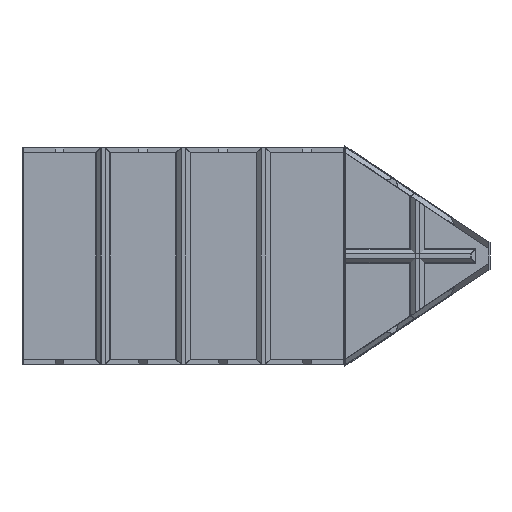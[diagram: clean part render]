
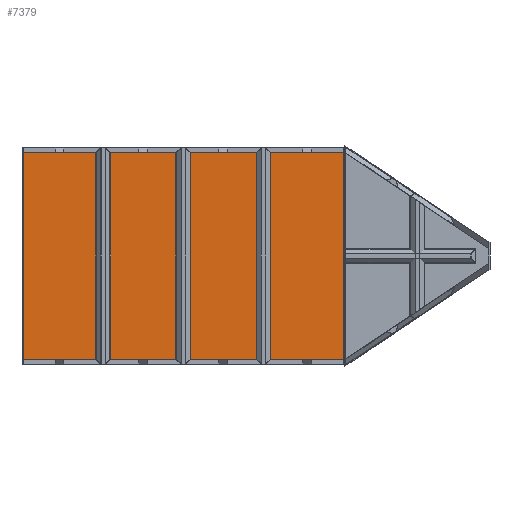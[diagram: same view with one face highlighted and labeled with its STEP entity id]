
A CAD part, front view. The second image highlights one B-rep face of the part: STEP entity #7379.
In plain terms, the highlighted planar face has unit normal (0, -1, 0).
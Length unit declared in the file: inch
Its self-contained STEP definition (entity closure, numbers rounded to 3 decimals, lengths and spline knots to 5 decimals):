
#2595 = CARTESIAN_POINT ( 'NONE',  ( 35.75, -0.25, -23.05 ) ) ;
#2626 = CARTESIAN_POINT ( 'NONE',  ( 0., -0.25, -23.05 ) ) ;
#3523 = VERTEX_POINT ( 'NONE', #8943 ) ;
#3662 = VECTOR ( 'NONE', #16398, 39.37008 ) ;
#4318 = VECTOR ( 'NONE', #18814, 39.37008 ) ;
#6089 = LINE ( 'NONE', #18688, #8991 ) ;
#7379 = ADVANCED_FACE ( 'NONE', ( #13289 ), #18028, .T. ) ;
#7426 = LINE ( 'NONE', #2626, #3662 ) ;
#8943 = CARTESIAN_POINT ( 'NONE',  ( 35.75, -0.25, 23.05 ) ) ;
#8991 = VECTOR ( 'NONE', #18589, 39.37008 ) ;
#9006 = ORIENTED_EDGE ( 'NONE', *, *, #20509, .F. ) ;
#9447 = ORIENTED_EDGE ( 'NONE', *, *, #14306, .F. ) ;
#9516 = VERTEX_POINT ( 'NONE', #12252 ) ;
#11085 = VECTOR ( 'NONE', #11526, 39.37008 ) ;
#11345 = VERTEX_POINT ( 'NONE', #2595 ) ;
#11526 = DIRECTION ( 'NONE',  ( 1., 0., 0. ) ) ;
#11878 = CARTESIAN_POINT ( 'NONE',  ( -35.75, -0.25, 0. ) ) ;
#12252 = CARTESIAN_POINT ( 'NONE',  ( -35.75, -0.25, 23.05 ) ) ;
#12445 = DIRECTION ( 'NONE',  ( 0., -1., 0. ) ) ;
#12540 = CARTESIAN_POINT ( 'NONE',  ( 0., -0.25, 0. ) ) ;
#13289 = FACE_OUTER_BOUND ( 'NONE', #18315, .T. ) ;
#14262 = VERTEX_POINT ( 'NONE', #14958 ) ;
#14306 = EDGE_CURVE ( 'NONE', #9516, #3523, #17835, .T. ) ;
#14741 = CARTESIAN_POINT ( 'NONE',  ( 0., -0.25, 23.05 ) ) ;
#14958 = CARTESIAN_POINT ( 'NONE',  ( -35.75, -0.25, -23.05 ) ) ;
#14964 = AXIS2_PLACEMENT_3D ( 'NONE', #12540, #12445, #20206 ) ;
#16143 = ORIENTED_EDGE ( 'NONE', *, *, #19835, .F. ) ;
#16398 = DIRECTION ( 'NONE',  ( -1., 0., 0. ) ) ;
#16993 = EDGE_CURVE ( 'NONE', #3523, #11345, #6089, .T. ) ;
#17508 = ORIENTED_EDGE ( 'NONE', *, *, #16993, .F. ) ;
#17835 = LINE ( 'NONE', #14741, #11085 ) ;
#18028 = PLANE ( 'NONE',  #14964 ) ;
#18315 = EDGE_LOOP ( 'NONE', ( #17508, #9447, #9006, #16143 ) ) ;
#18589 = DIRECTION ( 'NONE',  ( 0., 0., -1. ) ) ;
#18688 = CARTESIAN_POINT ( 'NONE',  ( 35.75, -0.25, 0. ) ) ;
#18814 = DIRECTION ( 'NONE',  ( 0., 0., 1. ) ) ;
#19734 = LINE ( 'NONE', #11878, #4318 ) ;
#19835 = EDGE_CURVE ( 'NONE', #11345, #14262, #7426, .T. ) ;
#20206 = DIRECTION ( 'NONE',  ( 0., 0., -1. ) ) ;
#20509 = EDGE_CURVE ( 'NONE', #14262, #9516, #19734, .T. ) ;
